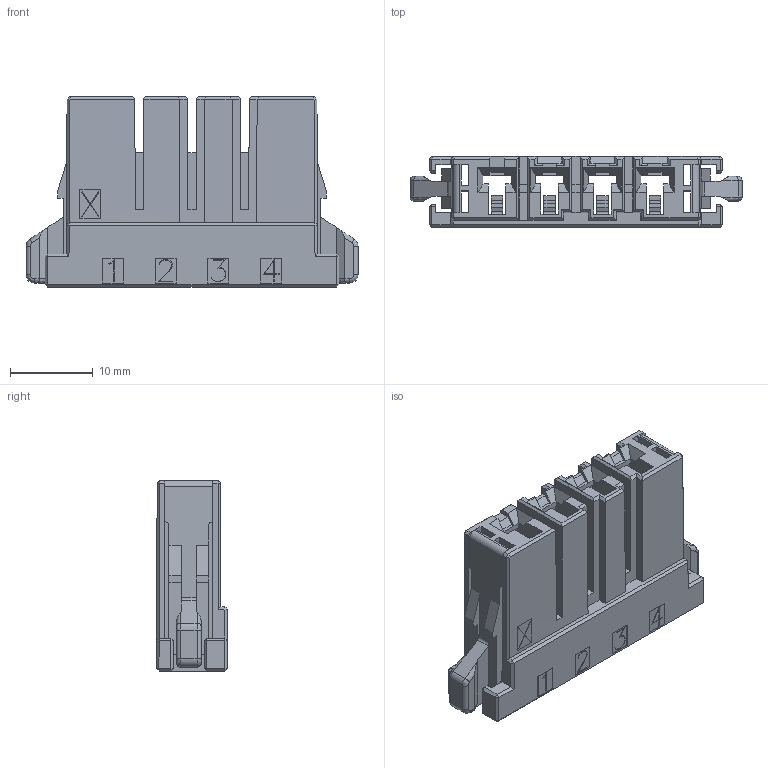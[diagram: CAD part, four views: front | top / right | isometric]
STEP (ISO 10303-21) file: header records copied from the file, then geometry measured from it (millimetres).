
FILE_DESCRIPTION( ('This file contains a STEP AP42 implementation' ,'as created by ZW3D STEP Interface translator.') ,'2;1' );
FILE_NAME( 'WD6350-1H04B001.stp' ,'2312 8.155430', (''), ('ZWCAD Software Co.'), 'Version 1.0', 'ZW3D to STEP translator', '' );
FILE_SCHEMA(('AUTOMOTIVE_DESIGN { 1 0 10303 214 1 1 1 1 }'));
Length unit declared in the file: millimetre
Products named in the file (2): 0; WD6350-1H04B001
Bounding box: 40.05 x 8.57 x 23.03 mm (x, y, z)
Volume: 2811.5 mm3; surface area: 5923.1 mm2
Topology: 1 solids, 1 shells, 722 faces, 1972 edges, 1266 vertices
Faces by surface type: plane 634, bspline 62, cylinder 26
Entity records: 23415 total; most frequent: CARTESIAN_POINT 4670, ORIENTED_EDGE 3944, DIRECTION 3326, EDGE_CURVE 1972, VECTOR 1852, LINE 1852, VERTEX_POINT 1266, EDGE_LOOP 752
